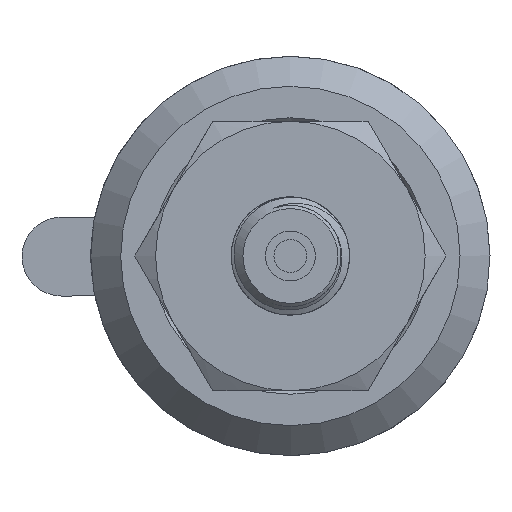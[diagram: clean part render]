
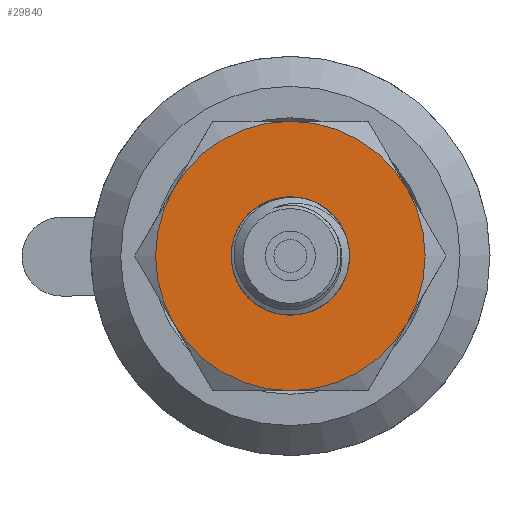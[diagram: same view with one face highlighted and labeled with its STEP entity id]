
A CAD part, left-side view. The second image highlights one B-rep face of the part: STEP entity #29840.
In plain terms, the highlighted planar face has unit normal (-1, 0, 0).
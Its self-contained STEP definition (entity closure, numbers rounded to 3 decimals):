
#495=PLANE('',#31381);
#1501=FACE_BOUND('',#3728,.T.);
#2049=FACE_OUTER_BOUND('',#3727,.T.);
#3727=EDGE_LOOP('',(#21878));
#3728=EDGE_LOOP('',(#21879));
#5232=CIRCLE('',#31362,5.9);
#5239=CIRCLE('',#31379,13.5);
#13164=VERTEX_POINT('',#49678);
#13169=VERTEX_POINT('',#50402);
#16453=EDGE_CURVE('',#13164,#13164,#5232,.T.);
#16466=EDGE_CURVE('',#13169,#13169,#5239,.T.);
#21878=ORIENTED_EDGE('',*,*,#16466,.F.);
#21879=ORIENTED_EDGE('',*,*,#16453,.T.);
#29840=ADVANCED_FACE('',(#2049,#1501),#495,.T.);
#31362=AXIS2_PLACEMENT_3D('',#49679,#33837,#33838);
#31379=AXIS2_PLACEMENT_3D('',#50404,#33875,#33876);
#31381=AXIS2_PLACEMENT_3D('',#50406,#33879,#33880);
#33837=DIRECTION('center_axis',(1.,0.,0.));
#33838=DIRECTION('ref_axis',(0.,0.,-1.));
#33875=DIRECTION('center_axis',(1.,0.,0.));
#33876=DIRECTION('ref_axis',(0.,0.,-1.));
#33879=DIRECTION('center_axis',(-1.,0.,0.));
#33880=DIRECTION('ref_axis',(0.,0.,1.));
#49678=CARTESIAN_POINT('',(-47.,0.,5.9));
#49679=CARTESIAN_POINT('Origin',(-47.,0.,0.));
#50402=CARTESIAN_POINT('',(-47.,-13.5,0.));
#50404=CARTESIAN_POINT('Origin',(-47.,0.,0.));
#50406=CARTESIAN_POINT('Origin',(-47.,13.5,0.));
